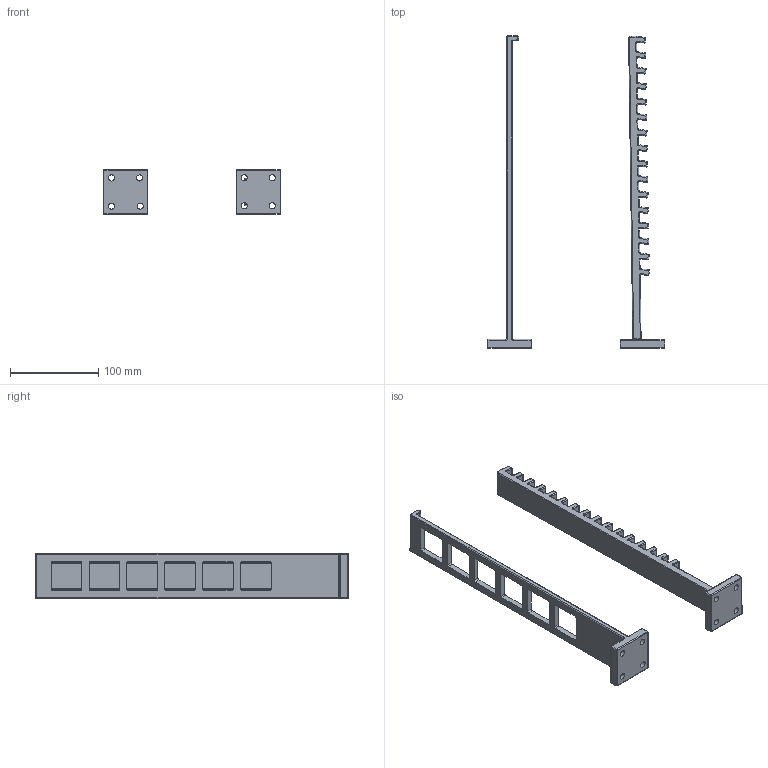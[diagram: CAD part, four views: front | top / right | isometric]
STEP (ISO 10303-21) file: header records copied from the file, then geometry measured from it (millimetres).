
FILE_DESCRIPTION (( 'STEP AP214' ), '1' );
FILE_NAME ('04017 - Quick Large Clamp 381mm - 711mm.STEP', '2025-11-18T00:20:44', ( '' ), ( '' ), 'SwSTEP 2.0', 'SolidWorks 2025', '' );
FILE_SCHEMA (( 'AUTOMOTIVE_DESIGN' ));
Length unit declared in the file: millimetre
Products named in the file (3): 04017 - Quick Large Strap 381mm - 711mm; 04017 - Quick Large Clamp 381mm - 711mm
Assembly tree (2 placements, depth 2):
  04017 - Quick Large Clamp 381mm - 711mm
    04017 - Quick Large Clamp 381mm - 711mm
    04017 - Quick Large Strap 381mm - 711mm
Bounding box: 202 x 355.03 x 51 mm (x, y, z)
Volume: 248658.6 mm3; surface area: 84188 mm2
Topology: 2 solids, 2 shells, 603 faces, 1455 edges, 807 vertices
Faces by surface type: cylinder 299, torus 109, plane 109, sphere 82, bspline 4
Entity records: 17009 total; most frequent: DIRECTION 3323, CARTESIAN_POINT 2914, ORIENTED_EDGE 2746, EDGE_CURVE 1373, AXIS2_PLACEMENT_3D 1356, VERTEX_POINT 775, CIRCLE 752, EDGE_LOOP 632
